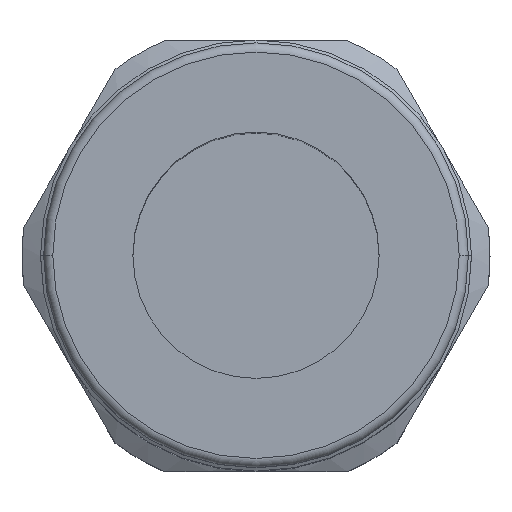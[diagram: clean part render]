
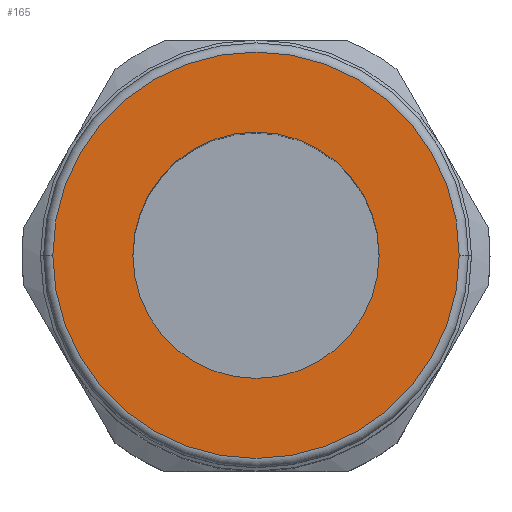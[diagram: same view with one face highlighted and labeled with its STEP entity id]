
A CAD part, top view. The second image highlights one B-rep face of the part: STEP entity #165.
In plain terms, the highlighted planar face has unit normal (0, 0, 1).
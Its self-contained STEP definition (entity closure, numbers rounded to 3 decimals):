
#22=FACE_BOUND('',#898,.T.);
#88=CIRCLE('',#1185,6.6);
#89=CIRCLE('',#1186,6.6);
#90=CIRCLE('',#1187,4.);
#91=CIRCLE('',#1188,4.);
#165=ADVANCED_FACE('JKC8-02__',(#227,#22),#949,.T.);
#227=FACE_OUTER_BOUND('',#897,.T.);
#384=ORIENTED_EDGE('',*,*,#630,.T.);
#385=ORIENTED_EDGE('',*,*,#631,.T.);
#386=ORIENTED_EDGE('',*,*,#632,.F.);
#387=ORIENTED_EDGE('',*,*,#633,.F.);
#630=EDGE_CURVE('123',#838,#839,#88,.T.);
#631=EDGE_CURVE('124',#839,#838,#89,.T.);
#632=EDGE_CURVE('108',#840,#841,#90,.T.);
#633=EDGE_CURVE('107',#841,#840,#91,.T.);
#838=VERTEX_POINT('46',#1068);
#839=VERTEX_POINT('81',#1069);
#840=VERTEX_POINT('78',#1071);
#841=VERTEX_POINT('47',#1072);
#897=EDGE_LOOP('',(#384,#385));
#898=EDGE_LOOP('',(#386,#387));
#949=PLANE('',#1184);
#1067=CARTESIAN_POINT('',(-7.1,7.1,33.2));
#1068=CARTESIAN_POINT('',(-6.6,0.,33.2));
#1069=CARTESIAN_POINT('',(6.6,0.,33.2));
#1070=CARTESIAN_POINT('',(0.,0.,33.2));
#1071=CARTESIAN_POINT('',(4.,0.,33.2));
#1072=CARTESIAN_POINT('',(-4.,0.,33.2));
#1184=AXIS2_PLACEMENT_3D('',#1067,#1257,#1264);
#1185=AXIS2_PLACEMENT_3D('',#1070,#1257,#1280);
#1186=AXIS2_PLACEMENT_3D('',#1070,#1257,#1258);
#1187=AXIS2_PLACEMENT_3D('',#1070,#1257,#1258);
#1188=AXIS2_PLACEMENT_3D('',#1070,#1257,#1280);
#1257=DIRECTION('',(0.,0.,1.));
#1258=DIRECTION('',(1.,0.,0.));
#1264=DIRECTION('',(0.,-1.,0.));
#1280=DIRECTION('',(-1.,0.,0.));
